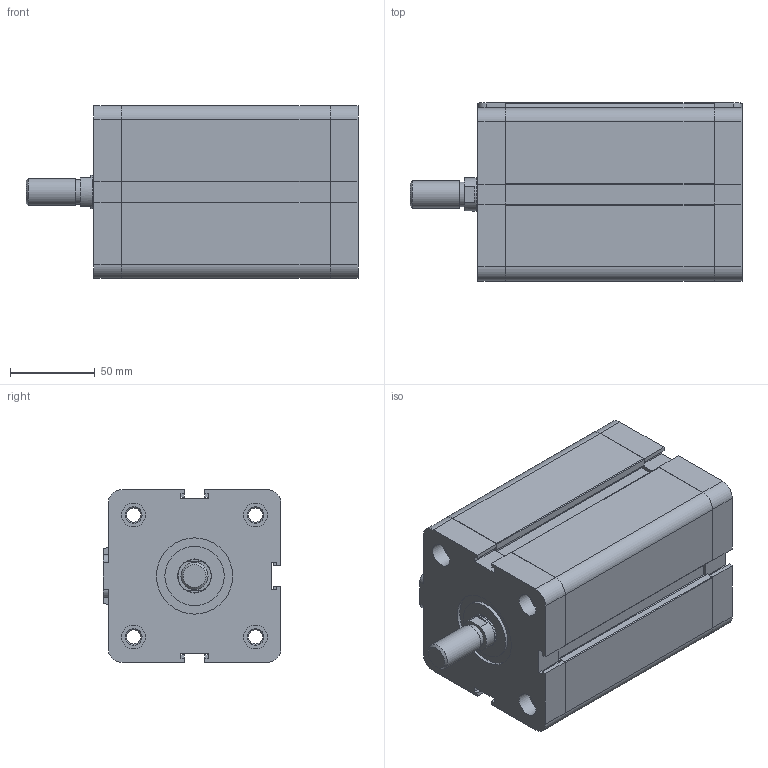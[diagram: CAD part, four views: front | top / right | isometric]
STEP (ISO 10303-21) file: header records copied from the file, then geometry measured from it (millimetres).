
FILE_DESCRIPTION(/* description */ ('Unknown'),/* implementation_level */ '2;1');
FILE_NAME(/* name */ '1561.80.100.02.1',/* time_stamp */ '2021-06-30T14:43:31-04:00',/* author */ ('Unknown'),/* organization */ ('Unknown'),/* preprocessor_version */ 'ST-DEVELOPER v16.7',/* originating_system */ 'Solid Edge',/* authorisation */ 'Unknown');
FILE_SCHEMA (('AUTOMOTIVE_DESIGN {1 0 10303 214 3 1 1}'));
Length unit declared in the file: millimetre
Products named in the file (6): 1561.80.100.02.1; _1561.80.80.02.1 (0) 80 0  _dummy; _80-testata_ant 1 6; _80-camicia618002; _80-testata_post 1 6; _80-stelo 80 0 02 1 02 80 0
Assembly tree (5 placements, depth 2):
  1561.80.100.02.1
    _1561.80.80.02.1 (0) 80 0  _dummy
    _80-testata_ant 1 6
    _80-camicia618002
    _80-testata_post 1 6
    _80-stelo 80 0 02 1 02 80 0
Bounding box: 196 x 105 x 102 mm (x, y, z)
Volume: 831124.6 mm3; surface area: 241780.2 mm2
Topology: 4 solids, 4 shells, 298 faces, 814 edges, 542 vertices
Faces by surface type: plane 166, cylinder 121, cone 11
Full cylindrical faces by diameter (mm): 5.5 x2, 8.376 x8, 8.566 x2, 14 x8, 14.5 x1, 16 x1, 19.5 x1, 20 x1, 20.1 x1, 35 x2, 45 x2, 80 x2
Entity records: 9389 total; most frequent: DIRECTION 1626, CARTESIAN_POINT 1598, ORIENTED_EDGE 1524, EDGE_CURVE 762, AXIS2_PLACEMENT_3D 560, VERTEX_POINT 532, LINE 506, VECTOR 506
